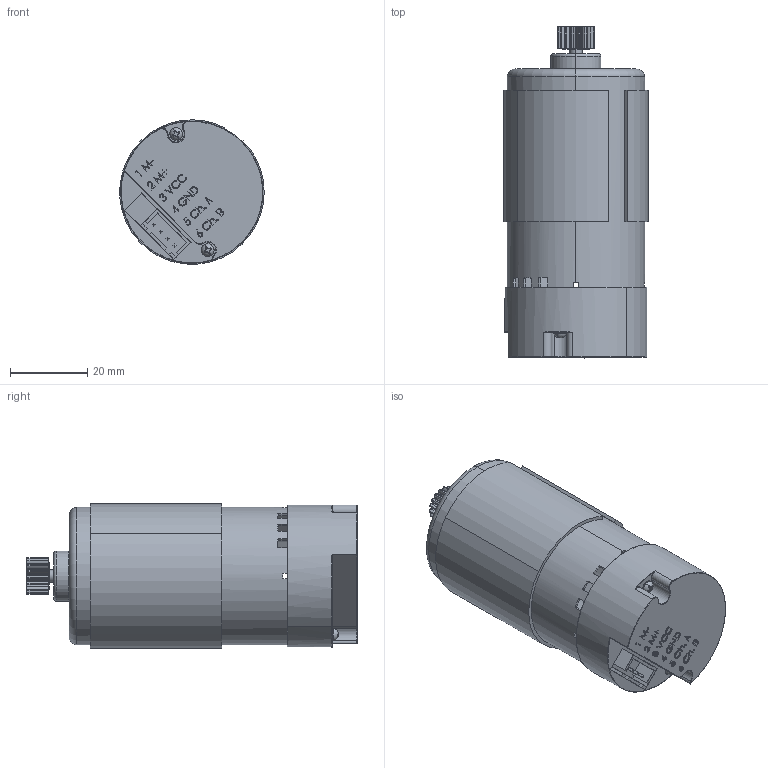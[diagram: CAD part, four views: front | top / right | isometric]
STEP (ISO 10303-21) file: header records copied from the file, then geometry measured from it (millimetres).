
FILE_DESCRIPTION (( 'STEP AP203' ), '1' );
FILE_NAME ('5000-0002-0117.STEP', '2020-09-14T20:24:49', ( '' ), ( '' ), 'SwSTEP 2.0', 'SolidWorks 2016', '' );
FILE_SCHEMA (( 'CONFIG_CONTROL_DESIGN' ));
Length unit declared in the file: millimetre
Products named in the file (3): 5000-0002-0117; 5000-0002-0117 part; 17T, MOD 0.5, 0.125in bore pinion gear_Gear Blank
Assembly tree (2 placements, depth 2):
  5000-0002-0117
    17T, MOD 0.5, 0.125in bore pinion gear_Gear Blank
    5000-0002-0117 part
Bounding box: 37.46 x 86.1 x 37.46 mm (x, y, z)
Volume: 25777 mm3; surface area: 27484.1 mm2
Topology: 5 solids, 5 shells, 829 faces, 2241 edges, 1458 vertices
Faces by surface type: plane 373, bspline 209, cylinder 142, torus 49, cone 42, sphere 14
Entity records: 38607 total; most frequent: CARTESIAN_POINT 19192, ORIENTED_EDGE 4472, DIRECTION 3254, EDGE_CURVE 2236, VERTEX_POINT 1457, LINE 1162, VECTOR 1162, AXIS2_PLACEMENT_3D 1046
